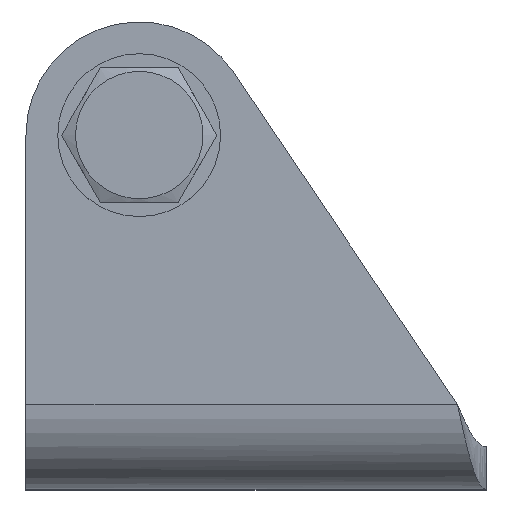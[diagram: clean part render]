
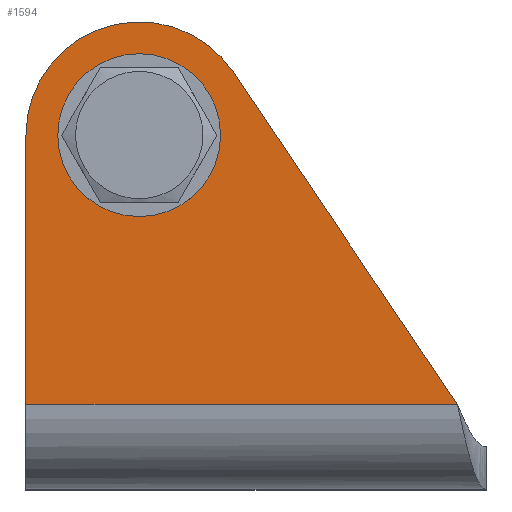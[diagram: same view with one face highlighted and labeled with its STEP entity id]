
A CAD part, top view. The second image highlights one B-rep face of the part: STEP entity #1594.
In plain terms, the highlighted planar face has unit normal (0, 0, 1).
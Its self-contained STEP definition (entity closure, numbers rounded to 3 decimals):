
#143=CARTESIAN_POINT('',(0.0,11.5,6.));
#144=VERTEX_POINT('',#143);
#145=CARTESIAN_POINT('',(0.0,0.0,6.));
#146=DIRECTION('',(0.0,0.0,-1.0));
#147=DIRECTION('',(0.0,1.0,0.0));
#148=AXIS2_PLACEMENT_3D('',#145,#146,#147);
#149=CIRCLE('',#148,11.5);
#150=EDGE_CURVE('',#144,#144,#149,.T.);
#1388=CARTESIAN_POINT('',(44.95,-38.0,6.));
#1389=VERTEX_POINT('',#1388);
#1403=CARTESIAN_POINT('',(-16.,-38.0,6.));
#1404=VERTEX_POINT('',#1403);
#1405=CARTESIAN_POINT('',(-16.0,-38.,6.));
#1406=DIRECTION('',(1.0,0.0,0.0));
#1407=VECTOR('',#1406,60.95);
#1408=LINE('',#1405,#1407);
#1409=EDGE_CURVE('',#1404,#1389,#1408,.T.);
#1560=CARTESIAN_POINT('',(10.728,-24.204,6.));
#1561=DIRECTION('',(0.0,0.0,1.0));
#1562=DIRECTION('',(1.0,0.0,0.0));
#1563=AXIS2_PLACEMENT_3D('',#1560,#1561,#1562);
#1564=PLANE('',#1563);
#1565=ORIENTED_EDGE('',*,*,#1409,.T.);
#1566=CARTESIAN_POINT('',(13.262,8.951,6.));
#1567=VERTEX_POINT('',#1566);
#1568=CARTESIAN_POINT('',(13.262,8.951,6.));
#1569=DIRECTION('',(0.559,-0.829,0.0));
#1570=VECTOR('',#1569,56.644);
#1571=LINE('',#1568,#1570);
#1572=EDGE_CURVE('',#1567,#1389,#1571,.T.);
#1573=ORIENTED_EDGE('',*,*,#1572,.F.);
#1574=CARTESIAN_POINT('',(-16.0,0.0,6.));
#1575=VERTEX_POINT('',#1574);
#1576=CARTESIAN_POINT('',(0.0,0.0,6.));
#1577=DIRECTION('',(0.0,0.0,-1.0));
#1578=DIRECTION('',(-0.829,-0.559,0.0));
#1579=AXIS2_PLACEMENT_3D('',#1576,#1577,#1578);
#1580=CIRCLE('',#1579,16.0);
#1581=EDGE_CURVE('',#1575,#1567,#1580,.T.);
#1582=ORIENTED_EDGE('',*,*,#1581,.F.);
#1583=CARTESIAN_POINT('',(-16.,-38.0,6.));
#1584=DIRECTION('',(0.0,1.0,0.0));
#1585=VECTOR('',#1584,38.0);
#1586=LINE('',#1583,#1585);
#1587=EDGE_CURVE('',#1404,#1575,#1586,.T.);
#1588=ORIENTED_EDGE('',*,*,#1587,.F.);
#1589=EDGE_LOOP('',(#1565,#1573,#1582,#1588));
#1590=FACE_OUTER_BOUND('',#1589,.T.);
#1591=ORIENTED_EDGE('',*,*,#150,.T.);
#1592=EDGE_LOOP('',(#1591));
#1593=FACE_BOUND('',#1592,.T.);
#1594=ADVANCED_FACE('',(#1590,#1593),#1564,.T.);
